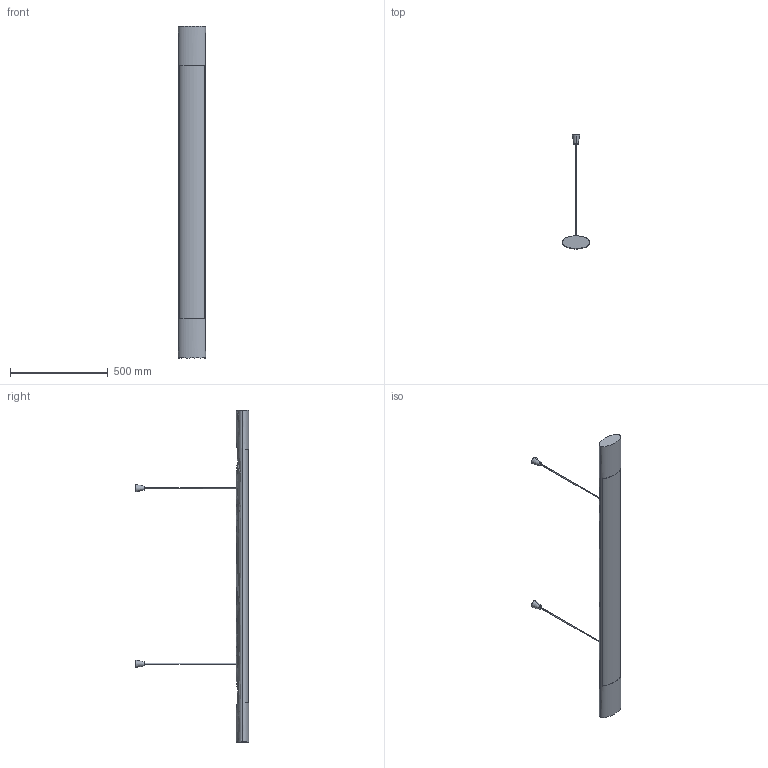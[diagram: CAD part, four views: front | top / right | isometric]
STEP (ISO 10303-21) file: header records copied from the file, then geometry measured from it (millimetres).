
FILE_DESCRIPTION (( 'STEP AP214' ), '1' );
FILE_NAME ('RIVAL 136 HF.STEP', '2018-07-25T10:24:38', ( '' ), ( '' ), 'SwSTEP 2.0', 'SolidWorks 2013', '' );
FILE_SCHEMA (( 'AUTOMOTIVE_DESIGN' ));
Length unit declared in the file: millimetre
Products named in the file (1): RIVAL 136 HF
Bounding box: 140 x 582.5 x 1700 mm (x, y, z)
Volume: 11879972.3 mm3; surface area: 605136.6 mm2
Topology: 1 solids, 1 shells, 25 faces, 50 edges, 32 vertices
Faces by surface type: plane 10, torus 4, cone 4, cylinder 4, bspline 3
Entity records: 842 total; most frequent: CARTESIAN_POINT 305, DIRECTION 104, ORIENTED_EDGE 100, EDGE_CURVE 50, AXIS2_PLACEMENT_3D 43, VERTEX_POINT 32, EDGE_LOOP 30, ADVANCED_FACE 25
